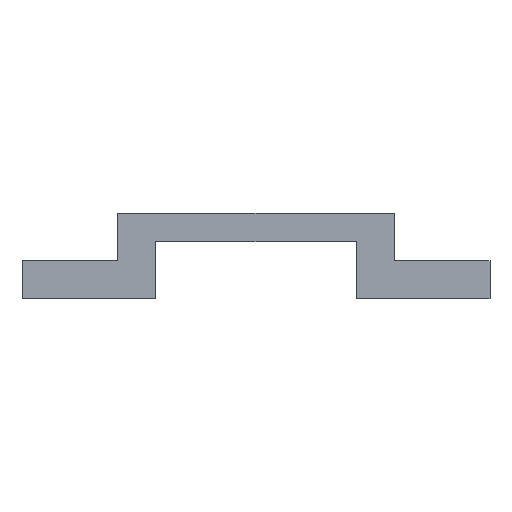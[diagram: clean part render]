
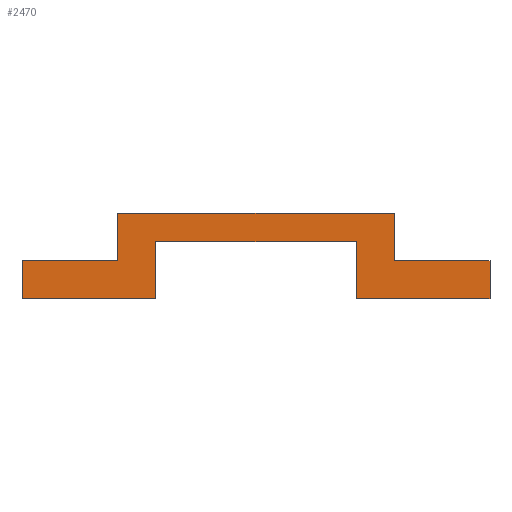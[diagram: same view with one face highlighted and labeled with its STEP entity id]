
A CAD part, front view. The second image highlights one B-rep face of the part: STEP entity #2470.
In plain terms, the highlighted planar face has unit normal (0, -1, 0).
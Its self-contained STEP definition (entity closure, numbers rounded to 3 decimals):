
#118=FACE_OUTER_BOUND('',#222,.T.);
#222=EDGE_LOOP('',(#2251,#2252,#2253,#2254,#2255,#2256,#2257,#2258,#2259,
#2260,#2261,#2262));
#275=LINE('',#3266,#635);
#311=LINE('',#3338,#671);
#424=LINE('',#3560,#784);
#565=LINE('',#3829,#925);
#567=LINE('',#3833,#927);
#569=LINE('',#3838,#929);
#571=LINE('',#3842,#931);
#573=LINE('',#3845,#933);
#574=LINE('',#3848,#934);
#578=LINE('',#3855,#938);
#580=LINE('',#3858,#940);
#581=LINE('',#3860,#941);
#635=VECTOR('',#2673,10.);
#671=VECTOR('',#2711,10.);
#784=VECTOR('',#2864,10.);
#925=VECTOR('',#3119,10.);
#927=VECTOR('',#3123,10.);
#929=VECTOR('',#3129,10.);
#931=VECTOR('',#3133,10.);
#933=VECTOR('',#3137,10.);
#934=VECTOR('',#3140,10.);
#938=VECTOR('',#3146,10.);
#940=VECTOR('',#3150,10.);
#941=VECTOR('',#3153,10.);
#980=VERTEX_POINT('',#3263);
#981=VERTEX_POINT('',#3265);
#1015=VERTEX_POINT('',#3335);
#1016=VERTEX_POINT('',#3337);
#1104=VERTEX_POINT('',#3557);
#1105=VERTEX_POINT('',#3559);
#1176=VERTEX_POINT('',#3828);
#1177=VERTEX_POINT('',#3832);
#1178=VERTEX_POINT('',#3837);
#1179=VERTEX_POINT('',#3841);
#1180=VERTEX_POINT('',#3847);
#1182=VERTEX_POINT('',#3853);
#1235=EDGE_CURVE('',#980,#981,#275,.T.);
#1271=EDGE_CURVE('',#1016,#1015,#311,.T.);
#1384=EDGE_CURVE('',#1104,#1105,#424,.T.);
#1525=EDGE_CURVE('',#981,#1176,#565,.T.);
#1527=EDGE_CURVE('',#1176,#1177,#567,.T.);
#1529=EDGE_CURVE('',#1177,#1178,#569,.T.);
#1531=EDGE_CURVE('',#1178,#1179,#571,.T.);
#1533=EDGE_CURVE('',#1179,#1104,#573,.T.);
#1534=EDGE_CURVE('',#980,#1180,#574,.T.);
#1538=EDGE_CURVE('',#1180,#1182,#578,.T.);
#1540=EDGE_CURVE('',#1182,#1016,#580,.T.);
#1541=EDGE_CURVE('',#1015,#1105,#581,.T.);
#2251=ORIENTED_EDGE('',*,*,#1235,.F.);
#2252=ORIENTED_EDGE('',*,*,#1534,.T.);
#2253=ORIENTED_EDGE('',*,*,#1538,.T.);
#2254=ORIENTED_EDGE('',*,*,#1540,.T.);
#2255=ORIENTED_EDGE('',*,*,#1271,.T.);
#2256=ORIENTED_EDGE('',*,*,#1541,.T.);
#2257=ORIENTED_EDGE('',*,*,#1384,.F.);
#2258=ORIENTED_EDGE('',*,*,#1533,.F.);
#2259=ORIENTED_EDGE('',*,*,#1531,.F.);
#2260=ORIENTED_EDGE('',*,*,#1529,.F.);
#2261=ORIENTED_EDGE('',*,*,#1527,.F.);
#2262=ORIENTED_EDGE('',*,*,#1525,.F.);
#2366=PLANE('',#2588);
#2470=ADVANCED_FACE('',(#118),#2366,.F.);
#2588=AXIS2_PLACEMENT_3D('',#3863,#3157,#3158);
#2673=DIRECTION('',(0.,0.,1.));
#2711=DIRECTION('',(0.,0.,-1.));
#2864=DIRECTION('',(0.,0.,-1.));
#3119=DIRECTION('',(1.,0.,0.));
#3123=DIRECTION('',(0.,0.,1.));
#3129=DIRECTION('',(1.,0.,0.));
#3133=DIRECTION('',(0.,0.,-1.));
#3137=DIRECTION('',(1.,0.,0.));
#3140=DIRECTION('',(1.,0.,0.));
#3146=DIRECTION('',(0.,0.,1.));
#3150=DIRECTION('',(1.,0.,0.));
#3153=DIRECTION('',(1.,0.,0.));
#3157=DIRECTION('center_axis',(0.,1.,0.));
#3158=DIRECTION('ref_axis',(1.,0.,0.));
#3263=CARTESIAN_POINT('',(-24.5,0.,0.));
#3265=CARTESIAN_POINT('',(-24.5,0.,2.));
#3266=CARTESIAN_POINT('',(-24.5,0.,0.));
#3335=CARTESIAN_POINT('',(-7.,0.,0.));
#3337=CARTESIAN_POINT('',(-7.,0.,3.));
#3338=CARTESIAN_POINT('',(-7.,0.,3.));
#3557=CARTESIAN_POINT('',(0.,0.,2.));
#3559=CARTESIAN_POINT('',(0.,0.,0.));
#3560=CARTESIAN_POINT('',(0.,0.,2.));
#3828=CARTESIAN_POINT('',(-19.5,0.,2.));
#3829=CARTESIAN_POINT('',(-24.5,0.,2.));
#3832=CARTESIAN_POINT('',(-19.5,0.,4.5));
#3833=CARTESIAN_POINT('',(-19.5,0.,2.));
#3837=CARTESIAN_POINT('',(-5.,0.,4.5));
#3838=CARTESIAN_POINT('',(-19.5,0.,4.5));
#3841=CARTESIAN_POINT('',(-5.,0.,2.));
#3842=CARTESIAN_POINT('',(-5.,0.,4.5));
#3845=CARTESIAN_POINT('',(-5.,0.,2.));
#3847=CARTESIAN_POINT('',(-17.5,0.,0.));
#3848=CARTESIAN_POINT('',(-24.5,0.,0.));
#3853=CARTESIAN_POINT('',(-17.5,0.,3.));
#3855=CARTESIAN_POINT('',(-17.5,0.,0.));
#3858=CARTESIAN_POINT('',(-17.5,0.,3.));
#3860=CARTESIAN_POINT('',(-7.,0.,0.));
#3863=CARTESIAN_POINT('Origin',(-12.25,0.,2.25));
